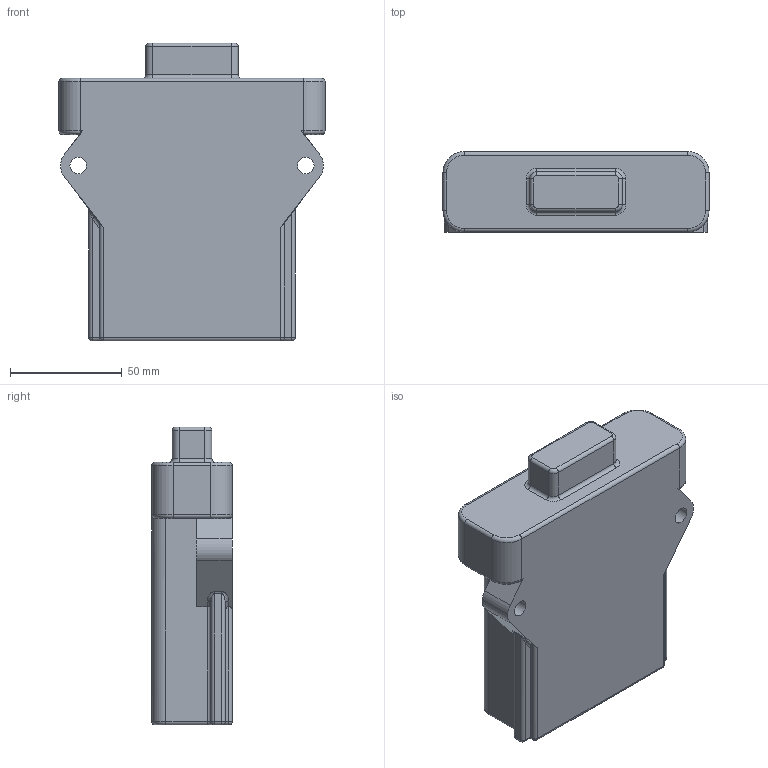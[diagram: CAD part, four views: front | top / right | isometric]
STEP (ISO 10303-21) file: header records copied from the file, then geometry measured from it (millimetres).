
FILE_DESCRIPTION (( 'STEP AP214' ), '1' );
FILE_NAME ('7095.STEP', '2014-09-23T20:24:10', ( 'eb' ), ( '' ), 'SwSTEP 2.0', 'SolidWorks 2013', '' );
FILE_SCHEMA (( 'AUTOMOTIVE_DESIGN' ));
Length unit declared in the file: inch
Products named in the file (1): 7095
Bounding box: 118.8 x 35.99 x 133.02 mm (x, y, z)
Volume: 404614.8 mm3; surface area: 41386.1 mm2
Topology: 1 solids, 1 shells, 112 faces, 267 edges, 152 vertices
Faces by surface type: cylinder 55, plane 29, torus 20, sphere 6, bspline 2
Full cylindrical faces by diameter (mm): 7.391 x2
Entity records: 3261 total; most frequent: CARTESIAN_POINT 659, DIRECTION 574, ORIENTED_EDGE 518, EDGE_CURVE 259, AXIS2_PLACEMENT_3D 223, VERTEX_POINT 152, LINE 128, VECTOR 128
